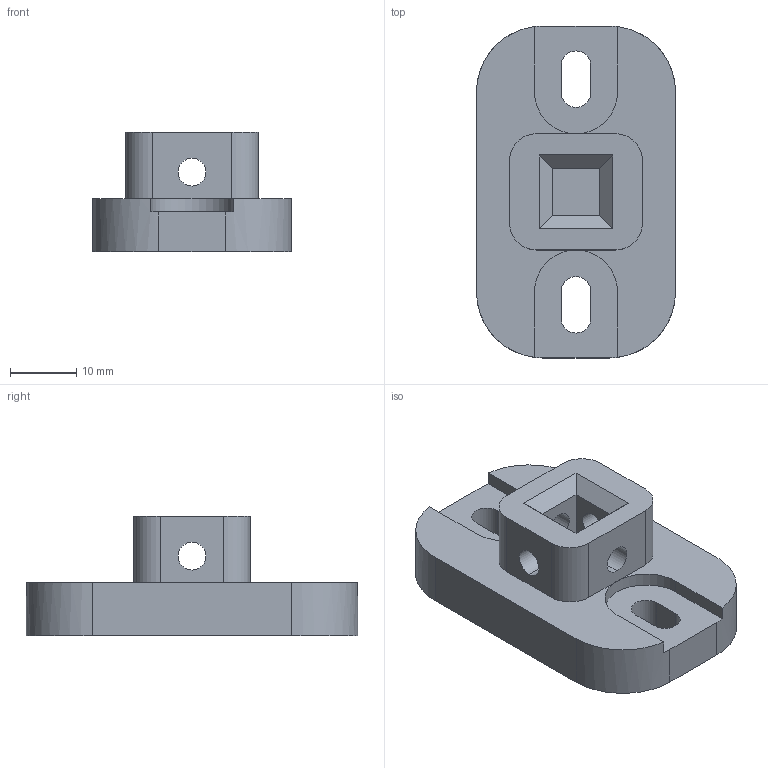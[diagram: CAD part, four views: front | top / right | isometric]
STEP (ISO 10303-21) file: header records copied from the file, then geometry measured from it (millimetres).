
FILE_DESCRIPTION (( 'STEP AP203' ), '1' );
FILE_NAME ('VESA_Holder_Bottom.STEP', '2022-09-01T19:24:37', ( '' ), ( '' ), 'SwSTEP 2.0', 'SolidWorks 2021', '' );
FILE_SCHEMA (( 'CONFIG_CONTROL_DESIGN' ));
Length unit declared in the file: millimetre
Products named in the file (1): VESA_Holder_Bottom
Bounding box: 30 x 50 x 18 mm (x, y, z)
Volume: 12377.5 mm3; surface area: 5486.2 mm2
Topology: 1 solids, 1 shells, 53 faces, 144 edges, 94 vertices
Faces by surface type: plane 31, cylinder 22
Entity records: 1781 total; most frequent: DIRECTION 302, CARTESIAN_POINT 292, ORIENTED_EDGE 288, EDGE_CURVE 144, AXIS2_PLACEMENT_3D 104, VERTEX_POINT 94, LINE 94, VECTOR 94
